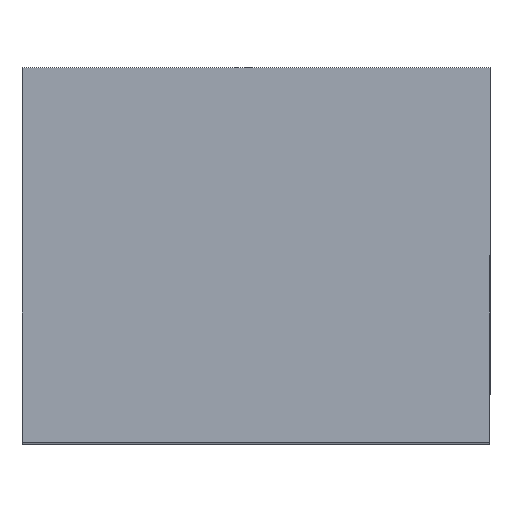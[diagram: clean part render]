
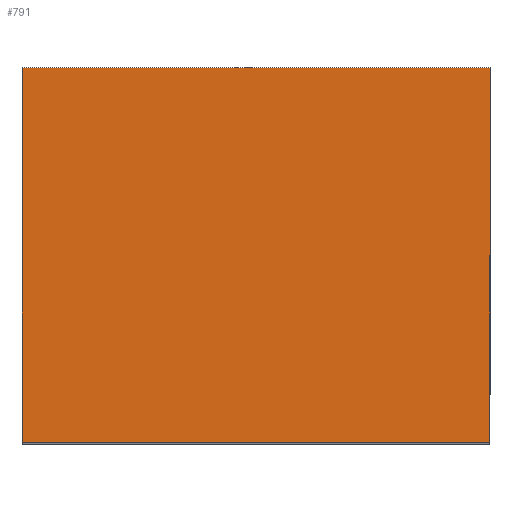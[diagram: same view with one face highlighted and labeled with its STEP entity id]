
A CAD part, top view. The second image highlights one B-rep face of the part: STEP entity #791.
In plain terms, the highlighted planar face has unit normal (0, 0, 1).
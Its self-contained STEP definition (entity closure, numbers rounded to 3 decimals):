
#612=CARTESIAN_POINT('',(12.5,20.,65.0));
#613=VERTEX_POINT('',#612);
#620=CARTESIAN_POINT('',(12.5,0.,65.0));
#621=VERTEX_POINT('',#620);
#622=CARTESIAN_POINT('',(12.5,20.,65.0));
#623=DIRECTION('',(0.0,-1.0,0.0));
#624=VECTOR('',#623,20.0);
#625=LINE('',#622,#624);
#626=EDGE_CURVE('',#613,#621,#625,.T.);
#665=CARTESIAN_POINT('',(-12.5,20.,65.0));
#666=VERTEX_POINT('',#665);
#673=CARTESIAN_POINT('',(-12.5,20.,65.0));
#674=DIRECTION('',(1.0,0.0,0.0));
#675=VECTOR('',#674,25.0);
#676=LINE('',#673,#675);
#677=EDGE_CURVE('',#666,#613,#676,.T.);
#691=CARTESIAN_POINT('',(-12.5,0.,65.0));
#692=VERTEX_POINT('',#691);
#693=CARTESIAN_POINT('',(12.5,0.,65.0));
#694=DIRECTION('',(-1.0,0.0,0.0));
#695=VECTOR('',#694,25.);
#696=LINE('',#693,#695);
#697=EDGE_CURVE('',#621,#692,#696,.T.);
#744=CARTESIAN_POINT('',(-12.5,0.,65.0));
#745=DIRECTION('',(0.0,1.0,0.0));
#746=VECTOR('',#745,20.0);
#747=LINE('',#744,#746);
#748=EDGE_CURVE('',#692,#666,#747,.T.);
#780=CARTESIAN_POINT('',(0.,10.,65.0));
#781=DIRECTION('',(0.0,0.0,1.0));
#782=DIRECTION('',(1.0,0.0,0.0));
#783=AXIS2_PLACEMENT_3D('',#780,#781,#782);
#784=PLANE('',#783);
#785=ORIENTED_EDGE('',*,*,#626,.F.);
#786=ORIENTED_EDGE('',*,*,#677,.F.);
#787=ORIENTED_EDGE('',*,*,#748,.F.);
#788=ORIENTED_EDGE('',*,*,#697,.F.);
#789=EDGE_LOOP('',(#785,#786,#787,#788));
#790=FACE_OUTER_BOUND('',#789,.T.);
#791=ADVANCED_FACE('',(#790),#784,.T.);
